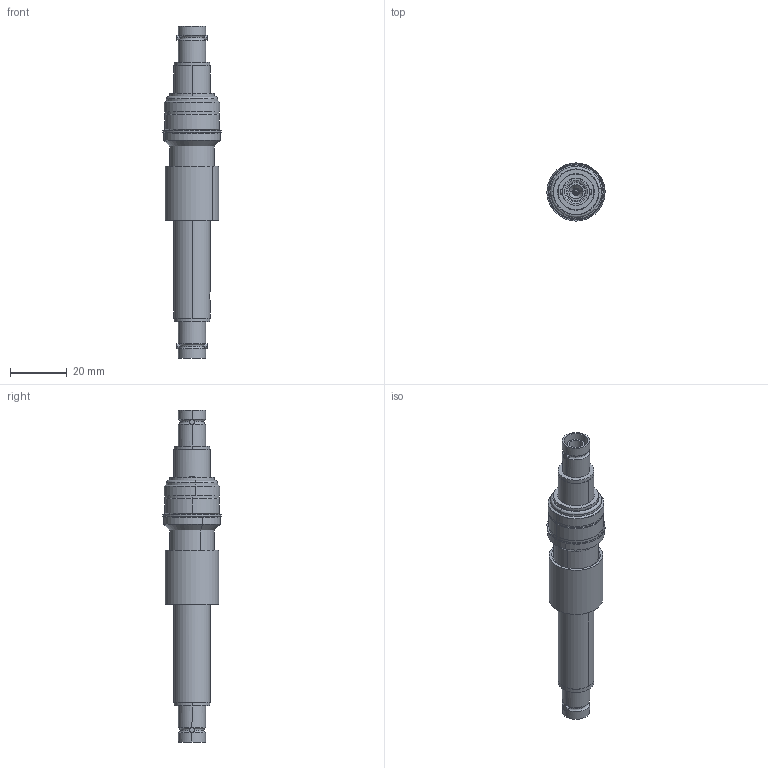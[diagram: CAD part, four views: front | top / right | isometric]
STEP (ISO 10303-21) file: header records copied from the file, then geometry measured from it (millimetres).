
FILE_DESCRIPTION (( 'STEP AP203' ), '1' );
FILE_NAME ('A0466-3-W.STEP', '2013-11-08T16:40:48', ( '' ), ( '' ), 'SwSTEP 2.0', 'SolidWorks 2012', '' );
FILE_SCHEMA (( 'CONFIG_CONTROL_DESIGN' ));
Length unit declared in the file: inch
Products named in the file (1): A0466-3-W
Bounding box: 20.52 x 20.52 x 117.09 mm (x, y, z)
Volume: 11184.1 mm3; surface area: 21930.8 mm2
Topology: 17 solids, 17 shells, 356 faces, 784 edges, 478 vertices
Faces by surface type: cylinder 164, plane 86, cone 82, torus 24
Entity records: 10303 total; most frequent: CARTESIAN_POINT 2121, DIRECTION 1852, ORIENTED_EDGE 1568, EDGE_CURVE 784, AXIS2_PLACEMENT_3D 775, VERTEX_POINT 478, CIRCLE 418, EDGE_LOOP 406
